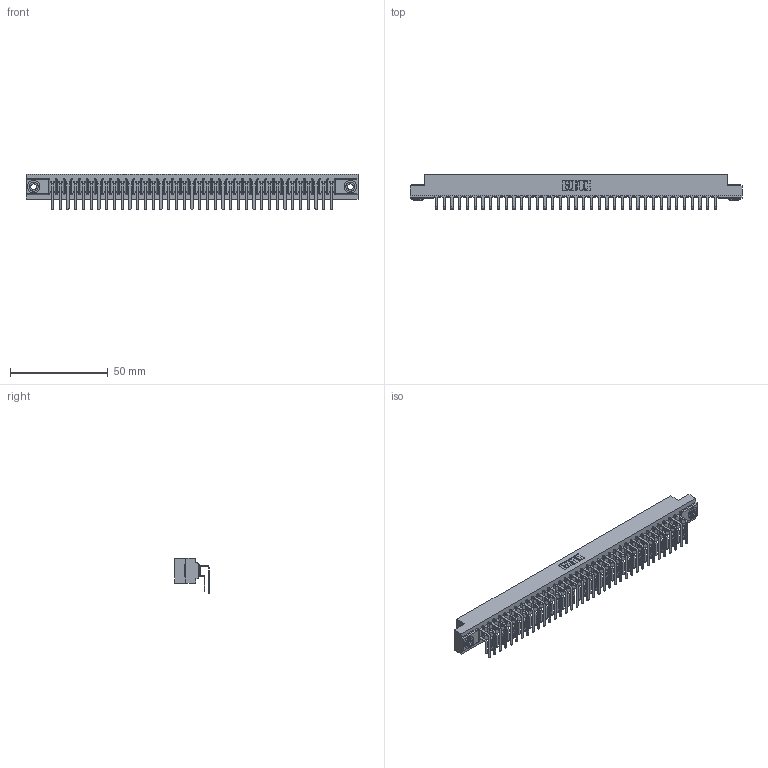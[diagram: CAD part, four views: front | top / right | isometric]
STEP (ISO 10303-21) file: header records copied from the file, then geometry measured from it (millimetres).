
FILE_DESCRIPTION (( 'STEP AP203' ), '1' );
FILE_NAME ('357-074-459-203.STEP', '2020-10-04T16:51:26', ( '' ), ( '' ), 'SwSTEP 2.0', 'SolidWorks 2020', '' );
FILE_SCHEMA (( 'CONFIG_CONTROL_DESIGN' ));
Length unit declared in the file: inch
Products named in the file (5): 307 Part_.156 Dia Mounting Holes; 345-250-002_345-250-002-102; 307-290-001_558 559 - 1 (Single); 357-074-459-203; 307-290-001_559 - 2 (Single)
Assembly tree (77 placements, depth 2):
  357-074-459-203
    307 Part_.156 Dia Mounting Holes
    307-290-001_558 559 - 1 (Single)  x37
    307-290-001_559 - 2 (Single)  x37
    345-250-002_345-250-002-102  x2
Bounding box: 169.62 x 17.69 x 18.07 mm (x, y, z)
Volume: 18331.2 mm3; surface area: 24489.9 mm2
Topology: 77 solids, 77 shells, 3908 faces, 10943 edges, 7090 vertices
Faces by surface type: plane 2536, cylinder 1288, sphere 76, cone 8
Entity records: 36032 total; most frequent: CARTESIAN_POINT 5880, ORIENTED_EDGE 5818, DIRECTION 5775, EDGE_CURVE 2909, LINE 2221, VECTOR 2221, VERTEX_POINT 1882, AXIS2_PLACEMENT_3D 1777
